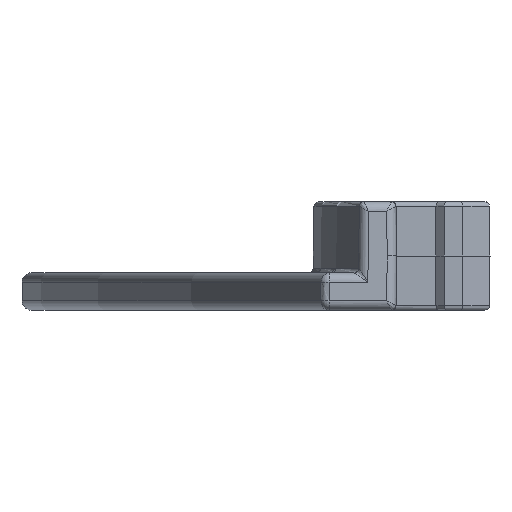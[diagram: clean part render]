
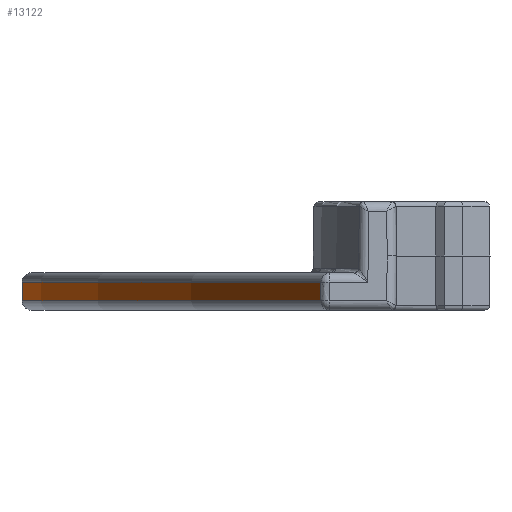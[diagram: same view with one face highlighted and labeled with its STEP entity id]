
A CAD part, left-side view. The second image highlights one B-rep face of the part: STEP entity #13122.
In plain terms, the highlighted cylindrical face has radius 160 mm (diameter 320 mm), a partial arc.
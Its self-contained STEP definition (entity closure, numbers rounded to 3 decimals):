
#1438 = AXIS2_PLACEMENT_3D ( 'NONE', #8235, #8241, #8244 ) ;
#2090 =( BOUNDED_CURVE ( )  B_SPLINE_CURVE ( 3, ( #4790, #4784, #4783, #4791 ),
 .UNSPECIFIED., .F., .F. ) 
 B_SPLINE_CURVE_WITH_KNOTS ( ( 4, 4 ),
 ( 1.12, 1.12 ),
 .UNSPECIFIED. ) 
 CURVE ( )  GEOMETRIC_REPRESENTATION_ITEM ( )  RATIONAL_B_SPLINE_CURVE ( ( 1., 1., 1., 1. ) ) 
 REPRESENTATION_ITEM ( '' )  );
#2091 =( BOUNDED_CURVE ( )  B_SPLINE_CURVE ( 3, ( #4798, #4793, #4794, #4799 ),
 .UNSPECIFIED., .F., .F. ) 
 B_SPLINE_CURVE_WITH_KNOTS ( ( 4, 4 ),
 ( 5.163, 5.163 ),
 .UNSPECIFIED. ) 
 CURVE ( )  GEOMETRIC_REPRESENTATION_ITEM ( )  RATIONAL_B_SPLINE_CURVE ( ( 1., 1., 1., 1. ) ) 
 REPRESENTATION_ITEM ( '' )  );
#2295 = AXIS2_PLACEMENT_3D ( 'NONE', #4795, #4796, #4797 ) ;
#2296 = AXIS2_PLACEMENT_3D ( 'NONE', #4802, #4803, #4804 ) ;
#4115 = EDGE_LOOP ( 'NONE', ( #12800, #12802, #12804, #12806 ) ) ;
#4783 = CARTESIAN_POINT ( 'NONE',  ( -69.708, 4.017, 1.167 ) ) ;
#4784 = CARTESIAN_POINT ( 'NONE',  ( -69.711, 4.015, 0.833 ) ) ;
#4790 = CARTESIAN_POINT ( 'NONE',  ( -69.713, 4.014, 0.5 ) ) ;
#4791 = CARTESIAN_POINT ( 'NONE',  ( -69.705, 4.018, 1.5 ) ) ;
#4793 = CARTESIAN_POINT ( 'NONE',  ( 69.708, 4.017, 1.167 ) ) ;
#4794 = CARTESIAN_POINT ( 'NONE',  ( 69.711, 4.015, 0.833 ) ) ;
#4795 = CARTESIAN_POINT ( 'NONE',  ( 0., -140., 1.5 ) ) ;
#4796 = DIRECTION ( 'NONE',  ( 0., 0., -1. ) ) ;
#4797 = DIRECTION ( 'NONE',  ( 1., 0., 0. ) ) ;
#4798 = CARTESIAN_POINT ( 'NONE',  ( 69.705, 4.018, 1.5 ) ) ;
#4799 = CARTESIAN_POINT ( 'NONE',  ( 69.713, 4.014, 0.5 ) ) ;
#4802 = CARTESIAN_POINT ( 'NONE',  ( 0., -140., 0.5 ) ) ;
#4803 = DIRECTION ( 'NONE',  ( 0., 0., 1. ) ) ;
#4804 = DIRECTION ( 'NONE',  ( 1., 0., 0. ) ) ;
#5801 = FACE_OUTER_BOUND ( 'NONE', #4115, .T. ) ;
#5803 = CYLINDRICAL_SURFACE ( 'NONE', #1438, 160. ) ;
#8235 = CARTESIAN_POINT ( 'NONE',  ( 0., -140., 2. ) ) ;
#8241 = DIRECTION ( 'NONE',  ( 0., 0., -1. ) ) ;
#8244 = DIRECTION ( 'NONE',  ( -1., 0., 0. ) ) ;
#9686 = CARTESIAN_POINT ( 'NONE',  ( 69.705, 4.018, 1.5 ) ) ;
#9692 = CARTESIAN_POINT ( 'NONE',  ( 69.713, 4.014, 0.5 ) ) ;
#9867 = CARTESIAN_POINT ( 'NONE',  ( -69.705, 4.018, 1.5 ) ) ;
#9969 = CARTESIAN_POINT ( 'NONE',  ( -69.713, 4.014, 0.5 ) ) ;
#10662 = EDGE_CURVE ( 'NONE', #15948, #15813, #2090, .T. ) ;
#10663 = EDGE_CURVE ( 'NONE', #15813, #14786, #12097, .T. ) ;
#10664 = EDGE_CURVE ( 'NONE', #14786, #14792, #2091, .T. ) ;
#10665 = EDGE_CURVE ( 'NONE', #14792, #15948, #12095, .T. ) ;
#12095 = CIRCLE ( 'NONE', #2296, 160. ) ;
#12097 = CIRCLE ( 'NONE', #2295, 160. ) ;
#12800 = ORIENTED_EDGE ( 'NONE', *, *, #10662, .T. ) ;
#12802 = ORIENTED_EDGE ( 'NONE', *, *, #10663, .T. ) ;
#12804 = ORIENTED_EDGE ( 'NONE', *, *, #10664, .T. ) ;
#12806 = ORIENTED_EDGE ( 'NONE', *, *, #10665, .T. ) ;
#13122 = ADVANCED_FACE ( 'NONE', ( #5801 ), #5803, .T. ) ;
#14786 = VERTEX_POINT ( 'NONE', #9686 ) ;
#14792 = VERTEX_POINT ( 'NONE', #9692 ) ;
#15813 = VERTEX_POINT ( 'NONE', #9867 ) ;
#15948 = VERTEX_POINT ( 'NONE', #9969 ) ;
